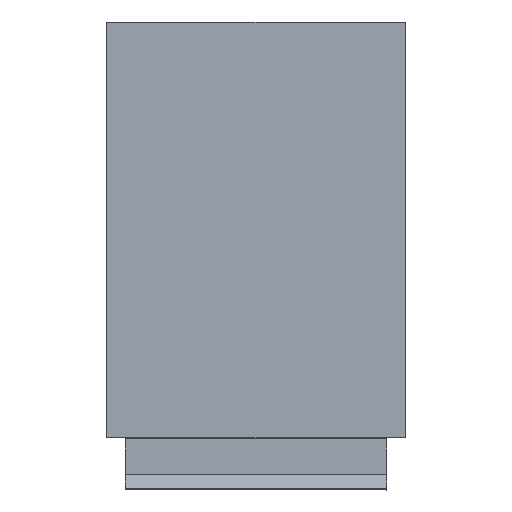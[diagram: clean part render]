
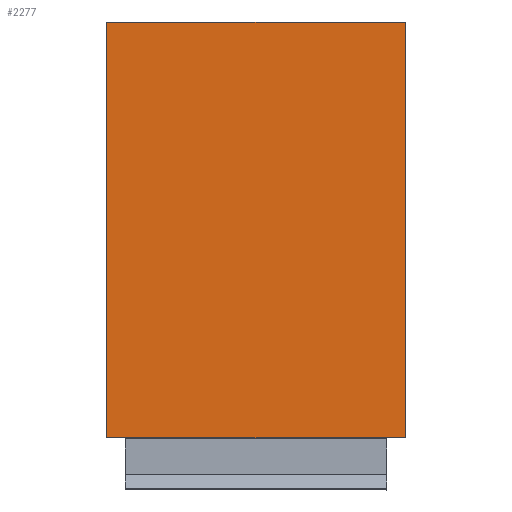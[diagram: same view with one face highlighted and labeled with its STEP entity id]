
A CAD part, front view. The second image highlights one B-rep face of the part: STEP entity #2277.
In plain terms, the highlighted planar face has unit normal (0, -1, 0).
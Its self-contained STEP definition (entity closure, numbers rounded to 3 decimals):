
#2250=AXIS2_PLACEMENT_3D('Plane Axis2P3D',#2247,#2248,#2249) ;
#2072=CARTESIAN_POINT('Vertex',(50.3,0.,78.8)) ;
#2086=CARTESIAN_POINT('Vertex',(0.,0.,78.8)) ;
#2089=CARTESIAN_POINT('Line Origine',(25.15,0.,78.8)) ;
#2247=CARTESIAN_POINT('Axis2P3D Location',(48.35,0.,9.6)) ;
#2252=CARTESIAN_POINT('Line Origine',(25.15,0.,8.8)) ;
#2256=CARTESIAN_POINT('Vertex',(0.,0.,8.8)) ;
#2258=CARTESIAN_POINT('Vertex',(50.3,0.,8.8)) ;
#2261=CARTESIAN_POINT('Line Origine',(50.3,0.,43.8)) ;
#2266=CARTESIAN_POINT('Line Origine',(0.,0.,43.8)) ;
#2090=DIRECTION('Vector Direction',(1.,0.,0.)) ;
#2248=DIRECTION('Axis2P3D Direction',(0.,1.,0.)) ;
#2249=DIRECTION('Axis2P3D XDirection',(0.,0.,-1.)) ;
#2253=DIRECTION('Vector Direction',(1.,0.,0.)) ;
#2262=DIRECTION('Vector Direction',(0.,0.,1.)) ;
#2267=DIRECTION('Vector Direction',(0.,0.,-1.)) ;
#2091=VECTOR('Line Direction',#2090,1.) ;
#2254=VECTOR('Line Direction',#2253,1.) ;
#2263=VECTOR('Line Direction',#2262,1.) ;
#2268=VECTOR('Line Direction',#2267,1.) ;
#2272=ORIENTED_EDGE('',*,*,#2260,.T.) ;
#2273=ORIENTED_EDGE('',*,*,#2265,.T.) ;
#2274=ORIENTED_EDGE('',*,*,#2093,.F.) ;
#2275=ORIENTED_EDGE('',*,*,#2270,.T.) ;
#2277=ADVANCED_FACE('SWITCH',(#2276),#2251,.F.) ;
#2093=EDGE_CURVE('',#2087,#2073,#2092,.T.) ;
#2260=EDGE_CURVE('',#2257,#2259,#2255,.T.) ;
#2265=EDGE_CURVE('',#2259,#2073,#2264,.T.) ;
#2270=EDGE_CURVE('',#2087,#2257,#2269,.T.) ;
#2271=EDGE_LOOP('',(#2272,#2273,#2274,#2275)) ;
#2276=FACE_OUTER_BOUND('',#2271,.T.) ;
#2092=LINE('Line',#2089,#2091) ;
#2255=LINE('Line',#2252,#2254) ;
#2264=LINE('Line',#2261,#2263) ;
#2269=LINE('Line',#2266,#2268) ;
#2251=PLANE('',#2250) ;
#2073=VERTEX_POINT('',#2072) ;
#2087=VERTEX_POINT('',#2086) ;
#2257=VERTEX_POINT('',#2256) ;
#2259=VERTEX_POINT('',#2258) ;
